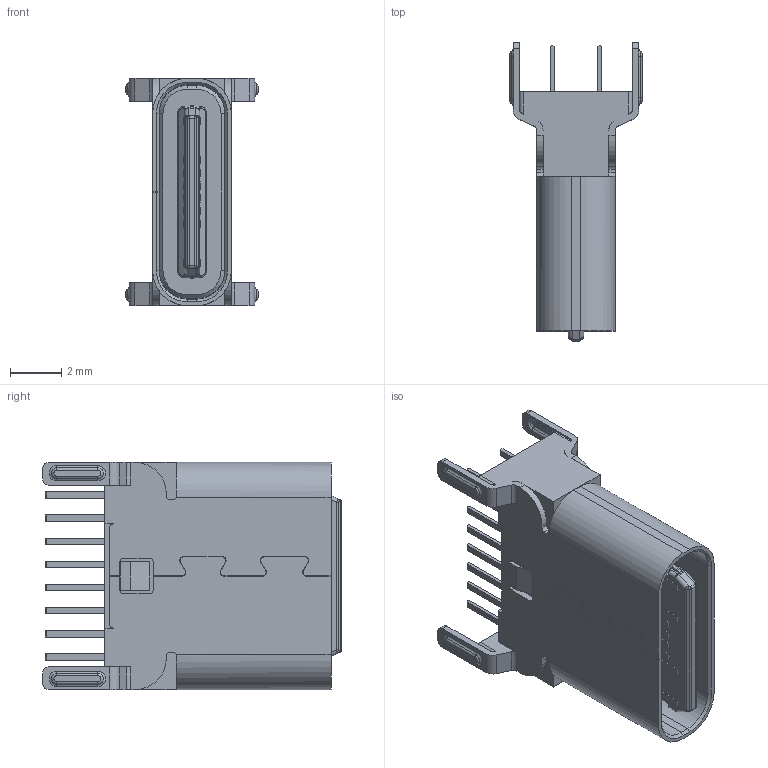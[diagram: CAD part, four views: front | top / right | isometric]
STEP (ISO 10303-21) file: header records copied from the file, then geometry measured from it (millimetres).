
FILE_DESCRIPTION((''),'2;1');
FILE_NAME('TPC_16P_','2023-11-06T',('Administrator'),(''),'PRO/ENGINEER BY PARAMETRIC TECHNOLOGY CORPORATION, 2011310','PRO/ENGINEER BY PARAMETRIC TECHNOLOGY CORPORATION, 2011310','');
FILE_SCHEMA(('CONFIG_CONTROL_DESIGN'));
Length unit declared in the file: millimetre
Products named in the file (1): TPC_16P_
Bounding box: 5.14 x 11.62 x 8.84 mm (x, y, z)
Volume: 174.3 mm3; surface area: 510.4 mm2
Topology: 1 solids, 1 shells, 651 faces, 1867 edges, 1238 vertices
Faces by surface type: plane 397, cylinder 194, torus 32, bspline 16, cone 8, sphere 4
Entity records: 22552 total; most frequent: CARTESIAN_POINT 5240, ORIENTED_EDGE 3726, DIRECTION 3529, EDGE_CURVE 1863, VECTOR 1245, LINE 1245, VERTEX_POINT 1238, AXIS2_PLACEMENT_3D 1142
